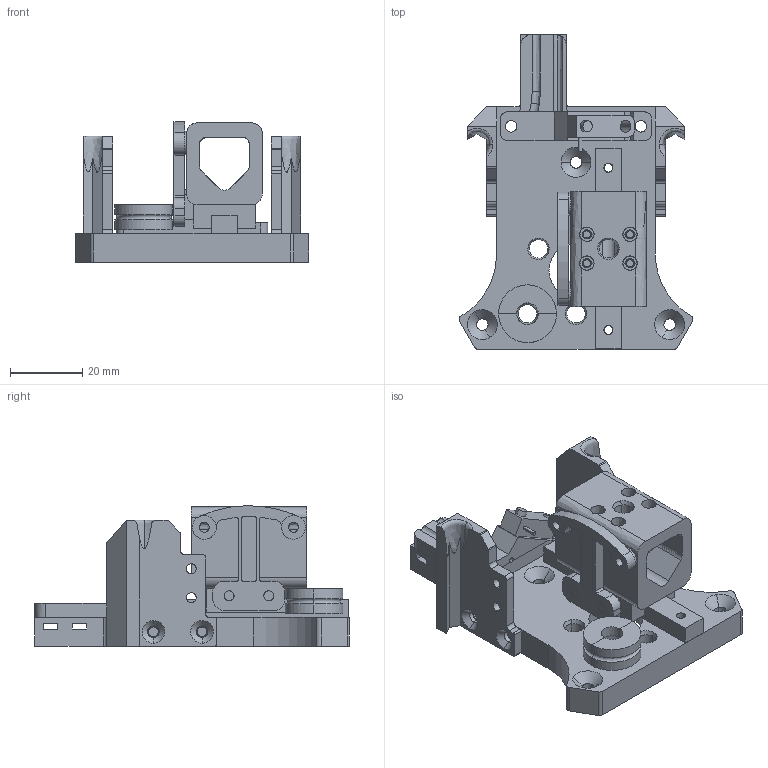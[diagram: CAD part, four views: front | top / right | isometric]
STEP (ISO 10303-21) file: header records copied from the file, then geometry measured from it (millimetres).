
FILE_DESCRIPTION(/* description */ (''),/* implementation_level */ '2;1');
FILE_NAME(/* name */ 'ToolAssembly',/* time_stamp */ '2020-10-16T14:18:47-07:00',/* author */ (''),/* organization */ (''),/* preprocessor_version */ 'ST-DEVELOPER v15',/* originating_system */ '',/* authorisation */ '');
FILE_SCHEMA (('AUTOMOTIVE_DESIGN'));
Length unit declared in the file: millimetre
Products named in the file (1): Document
Bounding box: 64.89 x 87.23 x 39.01 mm (x, y, z)
Volume: 48550.8 mm3; surface area: 28867.2 mm2
Topology: 10 solids, 10 shells, 403 faces, 1086 edges, 698 vertices
Faces by surface type: bspline 313, plane 90
Entity records: 14091 total; most frequent: CARTESIAN_POINT 8161, ORIENTED_EDGE 2172, EDGE_CURVE 1086, VERTEX_POINT 698, EDGE_LOOP 500, ADVANCED_FACE 403, FACE_OUTER_BOUND 403, B_SPLINE_CURVE_WITH_KNOTS 200
